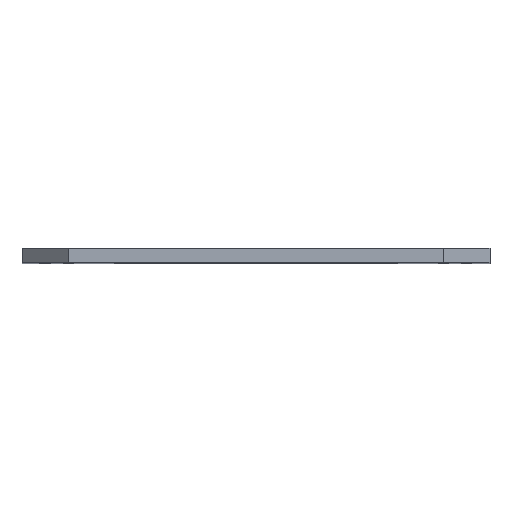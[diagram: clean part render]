
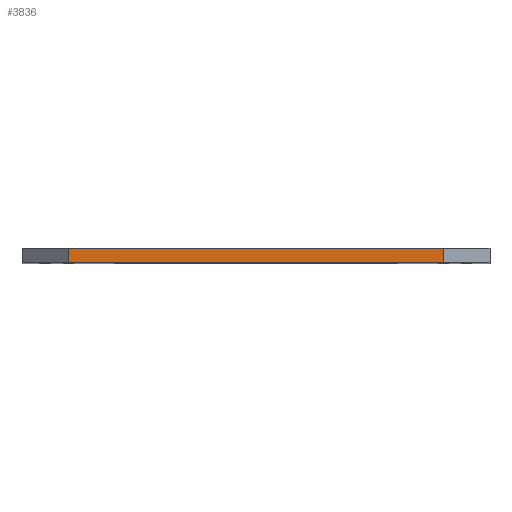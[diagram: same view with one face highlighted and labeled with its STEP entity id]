
A CAD part, top view. The second image highlights one B-rep face of the part: STEP entity #3836.
In plain terms, the highlighted planar face has unit normal (0, 0, 1).
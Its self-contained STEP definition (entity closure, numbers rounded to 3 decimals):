
#63 = ORIENTED_EDGE ( 'NONE', *, *, #4698, .F. ) ;
#187 = VERTEX_POINT ( 'NONE', #4157 ) ;
#214 = EDGE_CURVE ( 'NONE', #4840, #3440, #2698, .T. ) ;
#300 = PLANE ( 'NONE',  #2406 ) ;
#369 = CARTESIAN_POINT ( 'NONE',  ( -160., 12., 399.5 ) ) ;
#391 = EDGE_CURVE ( 'NONE', #4840, #2512, #2349, .T. ) ;
#403 = LINE ( 'NONE', #3689, #4567 ) ;
#1127 = DIRECTION ( 'NONE',  ( 0., 0., -1. ) ) ;
#1136 = VECTOR ( 'NONE', #5214, 1000. ) ;
#1310 = LINE ( 'NONE', #4940, #3326 ) ;
#1480 = DIRECTION ( 'NONE',  ( 1., 0., 0. ) ) ;
#1488 = ORIENTED_EDGE ( 'NONE', *, *, #391, .T. ) ;
#1724 = DIRECTION ( 'NONE',  ( 0., -1., 0. ) ) ;
#2050 = ORIENTED_EDGE ( 'NONE', *, *, #2447, .T. ) ;
#2255 = CARTESIAN_POINT ( 'NONE',  ( -160., 12., 399.5 ) ) ;
#2349 = LINE ( 'NONE', #369, #1136 ) ;
#2406 = AXIS2_PLACEMENT_3D ( 'NONE', #5108, #1127, #3923 ) ;
#2435 = CARTESIAN_POINT ( 'NONE',  ( -160., 12., 399.5 ) ) ;
#2447 = EDGE_CURVE ( 'NONE', #2512, #187, #403, .T. ) ;
#2512 = VERTEX_POINT ( 'NONE', #4595 ) ;
#2698 = LINE ( 'NONE', #2435, #3704 ) ;
#2832 = ORIENTED_EDGE ( 'NONE', *, *, #214, .F. ) ;
#3268 = FACE_OUTER_BOUND ( 'NONE', #4720, .T. ) ;
#3326 = VECTOR ( 'NONE', #1724, 1000. ) ;
#3440 = VERTEX_POINT ( 'NONE', #4829 ) ;
#3689 = CARTESIAN_POINT ( 'NONE',  ( -160., 0., 399.5 ) ) ;
#3704 = VECTOR ( 'NONE', #1480, 1000. ) ;
#3836 = ADVANCED_FACE ( 'NONE', ( #3268 ), #300, .F. ) ;
#3923 = DIRECTION ( 'NONE',  ( -1., 0., 0. ) ) ;
#4157 = CARTESIAN_POINT ( 'NONE',  ( 160., 0., 399.5 ) ) ;
#4567 = VECTOR ( 'NONE', #4889, 1000. ) ;
#4595 = CARTESIAN_POINT ( 'NONE',  ( -160., 0., 399.5 ) ) ;
#4698 = EDGE_CURVE ( 'NONE', #3440, #187, #1310, .T. ) ;
#4720 = EDGE_LOOP ( 'NONE', ( #2050, #63, #2832, #1488 ) ) ;
#4829 = CARTESIAN_POINT ( 'NONE',  ( 160., 12., 399.5 ) ) ;
#4840 = VERTEX_POINT ( 'NONE', #2255 ) ;
#4889 = DIRECTION ( 'NONE',  ( 1., 0., 0. ) ) ;
#4940 = CARTESIAN_POINT ( 'NONE',  ( 160., 12., 399.5 ) ) ;
#5108 = CARTESIAN_POINT ( 'NONE',  ( -160., 12., 399.5 ) ) ;
#5214 = DIRECTION ( 'NONE',  ( 0., -1., 0. ) ) ;
